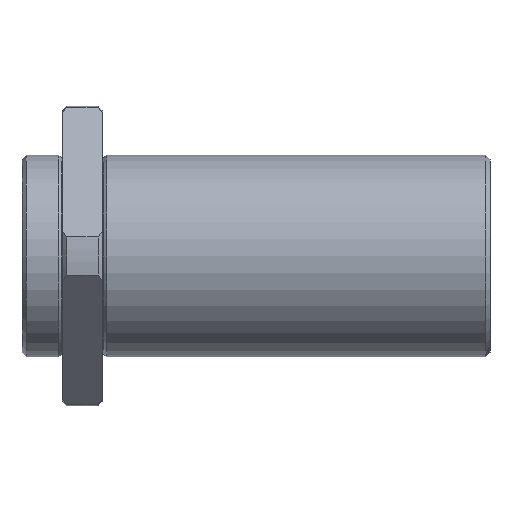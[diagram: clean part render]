
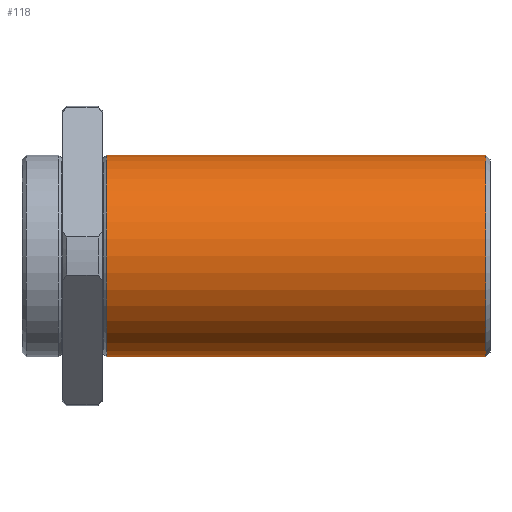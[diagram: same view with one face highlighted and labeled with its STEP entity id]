
A CAD part, front view. The second image highlights one B-rep face of the part: STEP entity #118.
In plain terms, the highlighted cylindrical face has radius 45 mm (diameter 90 mm), a full revolution.
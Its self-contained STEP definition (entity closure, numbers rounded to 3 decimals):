
#118 = ADVANCED_FACE( '', ( #258, #259 ), #260, .T. );
#258 = FACE_OUTER_BOUND( '', #444, .T. );
#259 = FACE_OUTER_BOUND( '', #445, .T. );
#260 = CYLINDRICAL_SURFACE( '', #446, 45. );
#444 = EDGE_LOOP( '', ( #673 ) );
#445 = EDGE_LOOP( '', ( #674 ) );
#446 = AXIS2_PLACEMENT_3D( '', #675, #676, #677 );
#673 = ORIENTED_EDGE( '', *, *, #968, .T. );
#674 = ORIENTED_EDGE( '', *, *, #969, .F. );
#675 = CARTESIAN_POINT( '', ( 209., 0., 0. ) );
#676 = DIRECTION( '', ( -1., 0., 0. ) );
#677 = DIRECTION( '', ( 0., 0., -1. ) );
#968 = EDGE_CURVE( '', #1129, #1129, #1130, .T. );
#969 = EDGE_CURVE( '', #1131, #1131, #1132, .T. );
#1129 = VERTEX_POINT( '', #1359 );
#1130 = CIRCLE( '', #1360, 45. );
#1131 = VERTEX_POINT( '', #1361 );
#1132 = CIRCLE( '', #1362, 45. );
#1359 = CARTESIAN_POINT( '', ( 37.8, 0., -45. ) );
#1360 = AXIS2_PLACEMENT_3D( '', #1551, #1552, #1553 );
#1361 = CARTESIAN_POINT( '', ( 207., 0., -45. ) );
#1362 = AXIS2_PLACEMENT_3D( '', #1554, #1555, #1556 );
#1551 = CARTESIAN_POINT( '', ( 37.8, 0., 0. ) );
#1552 = DIRECTION( '', ( 1., 0., 0. ) );
#1553 = DIRECTION( '', ( 0., 0., -1. ) );
#1554 = CARTESIAN_POINT( '', ( 207., 0., 0. ) );
#1555 = DIRECTION( '', ( 1., 0., 0. ) );
#1556 = DIRECTION( '', ( 0., 0., -1. ) );
